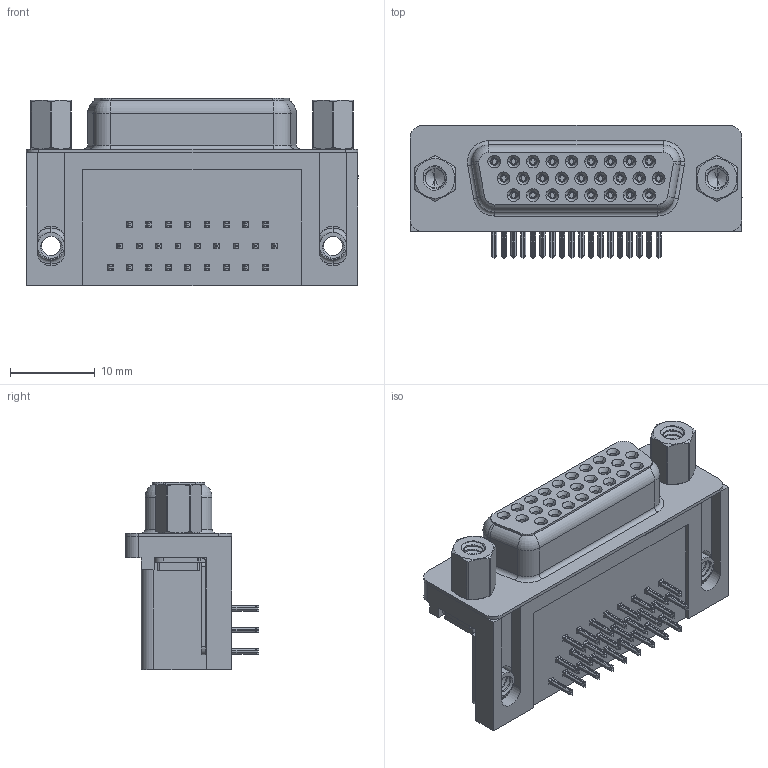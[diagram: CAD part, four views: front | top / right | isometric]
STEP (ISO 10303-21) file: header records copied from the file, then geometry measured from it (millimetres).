
FILE_DESCRIPTION (( 'STEP AP203' ), '1' );
FILE_NAME ('634-026-263-053.STEP', '2018-11-09T23:15:52', ( '' ), ( '' ), 'SwSTEP 2.0', 'SolidWorks 2016', '' );
FILE_SCHEMA (( 'CONFIG_CONTROL_DESIGN' ));
Length unit declared in the file: millimetre
Products named in the file (9): 4-40 Hex Standoff; 634-026-263-053; 634 Housing_26 Socket; 634 Shell_26 Socket; Contact Bottom; Contact Middle; Contact Top; 4-40 Threaded Board Mount; 4-40 Threaded Rivet
Assembly tree (34 placements, depth 2):
  634-026-263-053
    634 Housing_26 Socket
    634 Shell_26 Socket
    Contact Bottom  x8
    Contact Middle  x9
    Contact Top  x9
    4-40 Threaded Board Mount  x2
    4-40 Threaded Rivet  x2
    4-40 Hex Standoff  x2
Bounding box: 39.22 x 15.73 x 22.1 mm (x, y, z)
Volume: 6580 mm3; surface area: 9612.8 mm2
Topology: 34 solids, 34 shells, 4131 faces, 10874 edges, 6838 vertices
Faces by surface type: plane 1793, cylinder 1014, bspline 928, cone 346, torus 50
Entity records: 42830 total; most frequent: CARTESIAN_POINT 16596, ORIENTED_EDGE 5366, DIRECTION 4658, EDGE_CURVE 2683, VERTEX_POINT 1712, VECTOR 1630, LINE 1630, AXIS2_PLACEMENT_3D 1514
